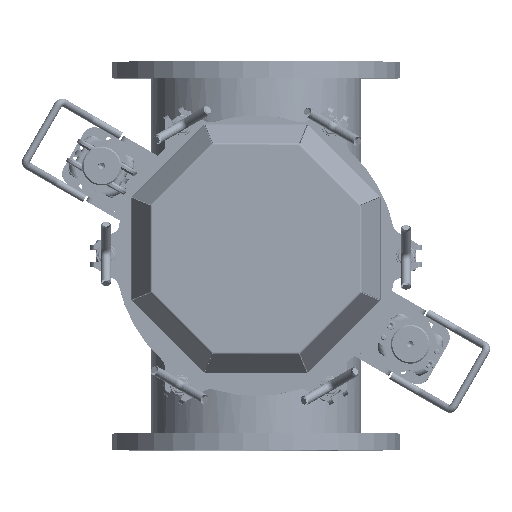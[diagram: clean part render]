
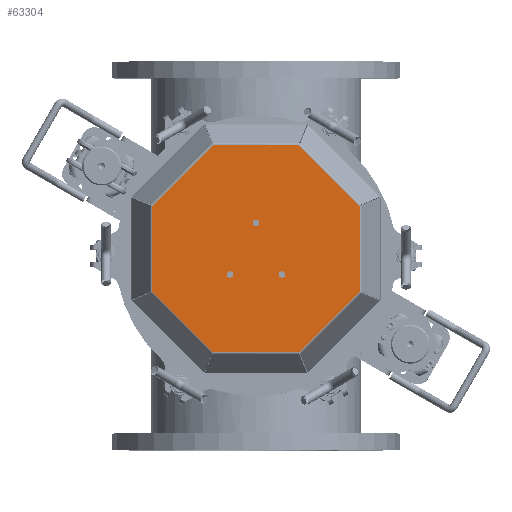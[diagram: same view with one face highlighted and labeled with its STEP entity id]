
A CAD part, top view. The second image highlights one B-rep face of the part: STEP entity #63304.
In plain terms, the highlighted planar face has unit normal (0, 0, 1).
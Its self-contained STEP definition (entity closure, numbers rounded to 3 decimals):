
#2514=PLANE('',#71128);
#7058=CIRCLE('',#70955,5.);
#7059=CIRCLE('',#70956,5.);
#7061=CIRCLE('',#70959,5.);
#7062=CIRCLE('',#70960,5.);
#7064=CIRCLE('',#70963,5.);
#7065=CIRCLE('',#70964,5.);
#10137=LINE('',#120763,#13191);
#10145=LINE('',#120849,#13199);
#10153=LINE('',#120934,#13207);
#10160=LINE('',#121017,#13214);
#10167=LINE('',#121100,#13221);
#10175=LINE('',#121185,#13229);
#10190=LINE('',#121284,#13244);
#10197=LINE('',#121366,#13251);
#13191=VECTOR('',#89510,10.);
#13199=VECTOR('',#89526,10.);
#13207=VECTOR('',#89542,10.);
#13214=VECTOR('',#89557,10.);
#13221=VECTOR('',#89572,10.);
#13229=VECTOR('',#89588,10.);
#13244=VECTOR('',#89617,10.);
#13251=VECTOR('',#89632,10.);
#14108=FACE_BOUND('',#21320,.T.);
#14109=FACE_BOUND('',#21321,.T.);
#14110=FACE_BOUND('',#21322,.T.);
#17305=FACE_OUTER_BOUND('',#21319,.T.);
#21319=EDGE_LOOP('',(#55481,#55482,#55483,#55484,#55485,#55486,#55487,#55488));
#21320=EDGE_LOOP('',(#55489,#55490));
#21321=EDGE_LOOP('',(#55491,#55492));
#21322=EDGE_LOOP('',(#55493,#55494));
#28414=VERTEX_POINT('',#119373);
#28415=VERTEX_POINT('',#119374);
#28417=VERTEX_POINT('',#119381);
#28418=VERTEX_POINT('',#119382);
#28420=VERTEX_POINT('',#119389);
#28421=VERTEX_POINT('',#119390);
#28593=VERTEX_POINT('',#120754);
#28594=VERTEX_POINT('',#120762);
#28599=VERTEX_POINT('',#120840);
#28600=VERTEX_POINT('',#120848);
#28605=VERTEX_POINT('',#120933);
#28609=VERTEX_POINT('',#121016);
#28613=VERTEX_POINT('',#121099);
#28627=VERTEX_POINT('',#121283);
#37216=EDGE_CURVE('',#28414,#28415,#7058,.T.);
#37217=EDGE_CURVE('',#28415,#28414,#7059,.T.);
#37220=EDGE_CURVE('',#28417,#28418,#7061,.T.);
#37221=EDGE_CURVE('',#28418,#28417,#7062,.T.);
#37224=EDGE_CURVE('',#28420,#28421,#7064,.T.);
#37225=EDGE_CURVE('',#28421,#28420,#7065,.T.);
#37509=EDGE_CURVE('',#28594,#28593,#10137,.T.);
#37521=EDGE_CURVE('',#28600,#28599,#10145,.T.);
#37533=EDGE_CURVE('',#28605,#28594,#10153,.T.);
#37544=EDGE_CURVE('',#28609,#28605,#10160,.T.);
#37555=EDGE_CURVE('',#28613,#28609,#10167,.T.);
#37567=EDGE_CURVE('',#28599,#28613,#10175,.T.);
#37586=EDGE_CURVE('',#28627,#28600,#10190,.T.);
#37597=EDGE_CURVE('',#28593,#28627,#10197,.T.);
#55481=ORIENTED_EDGE('',*,*,#37509,.T.);
#55482=ORIENTED_EDGE('',*,*,#37597,.T.);
#55483=ORIENTED_EDGE('',*,*,#37586,.T.);
#55484=ORIENTED_EDGE('',*,*,#37521,.T.);
#55485=ORIENTED_EDGE('',*,*,#37567,.T.);
#55486=ORIENTED_EDGE('',*,*,#37555,.T.);
#55487=ORIENTED_EDGE('',*,*,#37544,.T.);
#55488=ORIENTED_EDGE('',*,*,#37533,.T.);
#55489=ORIENTED_EDGE('',*,*,#37216,.T.);
#55490=ORIENTED_EDGE('',*,*,#37217,.T.);
#55491=ORIENTED_EDGE('',*,*,#37220,.T.);
#55492=ORIENTED_EDGE('',*,*,#37221,.T.);
#55493=ORIENTED_EDGE('',*,*,#37224,.T.);
#55494=ORIENTED_EDGE('',*,*,#37225,.T.);
#63304=ADVANCED_FACE('',(#17305,#14108,#14109,#14110),#2514,.T.);
#70955=AXIS2_PLACEMENT_3D('',#119375,#89009,#89010);
#70956=AXIS2_PLACEMENT_3D('',#119376,#89011,#89012);
#70959=AXIS2_PLACEMENT_3D('',#119383,#89018,#89019);
#70960=AXIS2_PLACEMENT_3D('',#119384,#89020,#89021);
#70963=AXIS2_PLACEMENT_3D('',#119391,#89027,#89028);
#70964=AXIS2_PLACEMENT_3D('',#119392,#89029,#89030);
#71128=AXIS2_PLACEMENT_3D('',#121438,#89644,#89645);
#89009=DIRECTION('center_axis',(0.,0.,
-1.));
#89010=DIRECTION('ref_axis',(-1.,0.,0.));
#89011=DIRECTION('center_axis',(0.,0.,
-1.));
#89012=DIRECTION('ref_axis',(-1.,0.,0.));
#89018=DIRECTION('center_axis',(0.,0.,
-1.));
#89019=DIRECTION('ref_axis',(-1.,0.,0.));
#89020=DIRECTION('center_axis',(0.,0.,
-1.));
#89021=DIRECTION('ref_axis',(-1.,0.,0.));
#89027=DIRECTION('center_axis',(0.,0.,
-1.));
#89028=DIRECTION('ref_axis',(-1.,0.,0.));
#89029=DIRECTION('center_axis',(0.,0.,
-1.));
#89030=DIRECTION('ref_axis',(-1.,0.,0.));
#89510=DIRECTION('',(-1.,0.,0.));
#89526=DIRECTION('',(0.707,-0.707,0.));
#89542=DIRECTION('',(-0.707,0.707,0.));
#89557=DIRECTION('',(0.,1.,0.));
#89572=DIRECTION('',(0.707,0.707,0.));
#89588=DIRECTION('',(1.,0.,0.));
#89617=DIRECTION('',(0.,-1.,0.));
#89632=DIRECTION('',(-0.707,-0.707,0.));
#89644=DIRECTION('center_axis',(0.,0.,
1.));
#89645=DIRECTION('ref_axis',(-1.,0.,0.));
#119373=CARTESIAN_POINT('',(35.,-30.,772.337));
#119374=CARTESIAN_POINT('',(45.,-30.,772.337));
#119375=CARTESIAN_POINT('Origin',(40.,-30.,772.337));
#119376=CARTESIAN_POINT('Origin',(40.,-30.,772.337));
#119381=CARTESIAN_POINT('',(-5.,50.,772.337));
#119382=CARTESIAN_POINT('',(5.,50.,772.337));
#119383=CARTESIAN_POINT('Origin',(0.,50.,
772.337));
#119384=CARTESIAN_POINT('Origin',(0.,50.,
772.337));
#119389=CARTESIAN_POINT('',(-45.,-30.,772.337));
#119390=CARTESIAN_POINT('',(-35.,-30.,772.337));
#119391=CARTESIAN_POINT('Origin',(-40.,-30.,772.337));
#119392=CARTESIAN_POINT('Origin',(-40.,-30.,772.337));
#120754=CARTESIAN_POINT('',(-66.21,169.845,772.337));
#120762=CARTESIAN_POINT('',(66.21,169.845,772.337));
#120763=CARTESIAN_POINT('',(33.105,169.845,772.337));
#120840=CARTESIAN_POINT('',(-66.21,-149.845,772.337));
#120848=CARTESIAN_POINT('',(-159.845,-56.21,772.337));
#120849=CARTESIAN_POINT('',(-136.436,-79.619,772.337));
#120933=CARTESIAN_POINT('',(159.845,76.21,772.337));
#120934=CARTESIAN_POINT('',(136.436,99.619,772.337));
#121016=CARTESIAN_POINT('',(159.845,-56.21,772.337));
#121017=CARTESIAN_POINT('',(159.845,-23.105,772.337));
#121099=CARTESIAN_POINT('',(66.21,-149.845,772.337));
#121100=CARTESIAN_POINT('',(89.619,-126.436,772.337));
#121185=CARTESIAN_POINT('',(-33.105,-149.845,772.337));
#121283=CARTESIAN_POINT('',(-159.845,76.21,772.337));
#121284=CARTESIAN_POINT('',(-159.845,43.105,772.337));
#121366=CARTESIAN_POINT('',(-89.619,146.436,772.337));
#121438=CARTESIAN_POINT('Origin',(0.,10.,
772.337));
